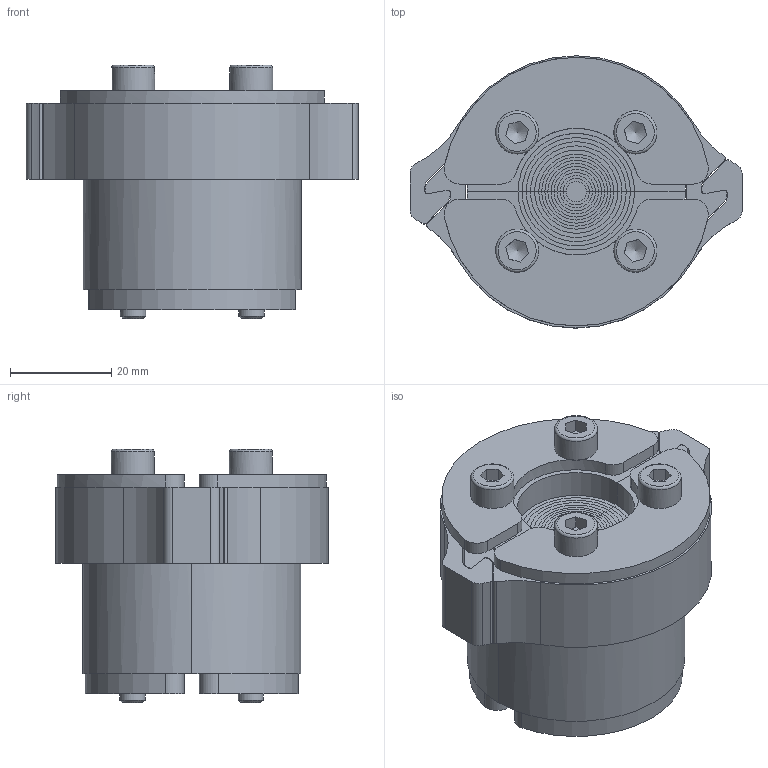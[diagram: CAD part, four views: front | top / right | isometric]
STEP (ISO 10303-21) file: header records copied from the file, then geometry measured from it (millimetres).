
FILE_DESCRIPTION(/* description */ (''),/* implementation_level */ '2;1');
FILE_NAME(/* name */ '100-248118.stp',/* time_stamp */ '2024-05-15T08:47:03+02:00',/* author */ ('se-danstr'),/* organization */ (''),/* preprocessor_version */ 'ST-DEVELOPER v18.1',/* originating_system */ 'Autodesk Inventor 2021',/* authorisation */ '');
FILE_SCHEMA (('AUTOMOTIVE_DESIGN { 1 0 10303 214 3 1 1 }'));
Length unit declared in the file: millimetre
Products named in the file (1): 100-248118_Shrinkwrap_1
Bounding box: 65.5 x 53.72 x 50 mm (x, y, z)
Volume: 73586.1 mm3; surface area: 18751.6 mm2
Topology: 1 solids, 1 shells, 234 faces, 610 edges, 376 vertices
Faces by surface type: plane 142, cylinder 80, cone 8, torus 4
Full cylindrical faces by diameter (mm): 5 x4, 8.5 x4
Entity records: 7459 total; most frequent: DIRECTION 1312, CARTESIAN_POINT 1273, ORIENTED_EDGE 1212, EDGE_CURVE 606, AXIS2_PLACEMENT_3D 499, VERTEX_POINT 376, LINE 314, VECTOR 314
